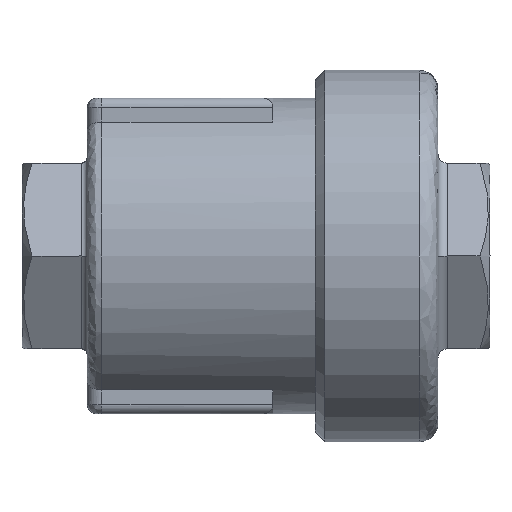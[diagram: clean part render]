
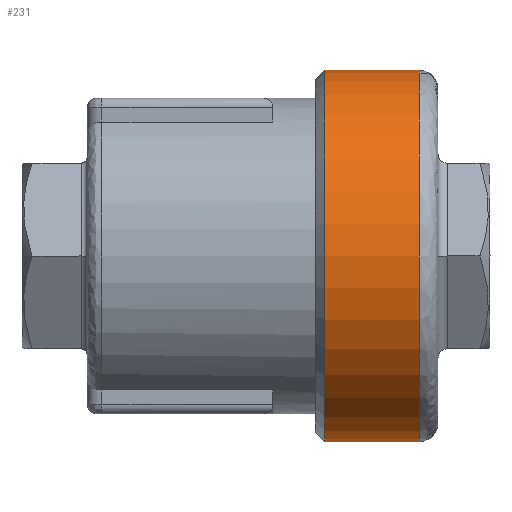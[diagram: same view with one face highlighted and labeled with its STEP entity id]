
A CAD part, front view. The second image highlights one B-rep face of the part: STEP entity #231.
In plain terms, the highlighted cylindrical face has radius 10 mm (diameter 20 mm), a full revolution.
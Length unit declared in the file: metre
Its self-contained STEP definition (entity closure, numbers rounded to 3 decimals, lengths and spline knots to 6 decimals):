
#231 = ADVANCED_FACE( 'NONE', ( #490, #491 ), #492, .T. );
#490 = FACE_OUTER_BOUND( '', #1139, .T. );
#491 = FACE_OUTER_BOUND( '', #1140, .T. );
#492 = CYLINDRICAL_SURFACE( '', #1141, 0.01 );
#1139 = EDGE_LOOP( '', ( #1704 ) );
#1140 = EDGE_LOOP( '', ( #1705, #1706 ) );
#1141 = AXIS2_PLACEMENT_3D( '', #1707, #1708, #1709 );
#1704 = ORIENTED_EDGE( '', *, *, #2111, .T. );
#1705 = ORIENTED_EDGE( '', *, *, #2035, .T. );
#1706 = ORIENTED_EDGE( '', *, *, #1951, .T. );
#1707 = CARTESIAN_POINT( '', ( 0.0139, 0., 0. ) );
#1708 = DIRECTION( '', ( 1., 0., 0. ) );
#1709 = DIRECTION( '', ( 0., 0., -1. ) );
#1951 = EDGE_CURVE( 'NONE', #2258, #2256, #2259, .T. );
#2035 = EDGE_CURVE( 'NONE', #2256, #2258, #2380, .T. );
#2111 = EDGE_CURVE( 'NONE', #2480, #2480, #2481, .T. );
#2256 = VERTEX_POINT( 'NONE', #2812 );
#2258 = VERTEX_POINT( 'NONE', #2814 );
#2259 = CIRCLE( '', #2815, 0.01 );
#2380 = CIRCLE( '', #3198, 0.01 );
#2480 = VERTEX_POINT( '', #3530 );
#2481 = CIRCLE( '', #3531, 0.01 );
#2812 = CARTESIAN_POINT( '', ( 0.0129, 0., -0.01 ) );
#2814 = CARTESIAN_POINT( '', ( 0.0129, 0., 0.01 ) );
#2815 = AXIS2_PLACEMENT_3D( '', #3690, #3691, #3692 );
#3198 = AXIS2_PLACEMENT_3D( '', #3754, #3755, #3756 );
#3530 = CARTESIAN_POINT( '', ( 0.0078, 0., -0.01 ) );
#3531 = AXIS2_PLACEMENT_3D( '', #3808, #3809, #3810 );
#3690 = CARTESIAN_POINT( '', ( 0.0129, 0., 0. ) );
#3691 = DIRECTION( '', ( -1., 0., 0. ) );
#3692 = DIRECTION( '', ( 0., 0., -1. ) );
#3754 = CARTESIAN_POINT( '', ( 0.0129, 0., 0. ) );
#3755 = DIRECTION( '', ( -1., 0., 0. ) );
#3756 = DIRECTION( '', ( 0., 0., -1. ) );
#3808 = CARTESIAN_POINT( '', ( 0.0078, 0., 0. ) );
#3809 = DIRECTION( '', ( 1., 0., 0. ) );
#3810 = DIRECTION( '', ( 0., 0., -1. ) );
